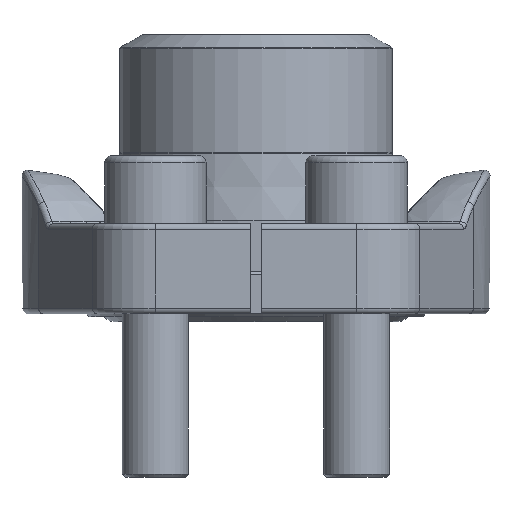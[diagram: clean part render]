
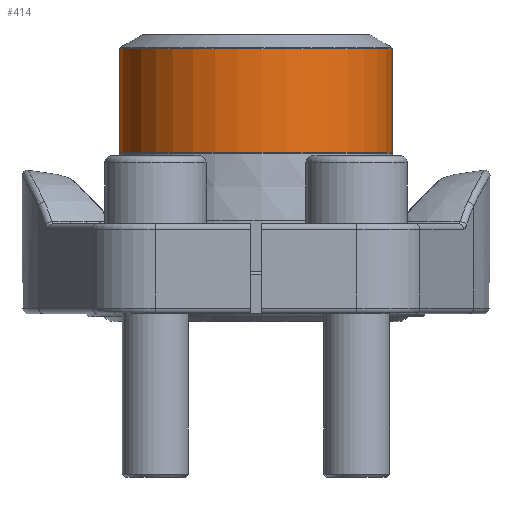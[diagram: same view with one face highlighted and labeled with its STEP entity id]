
A CAD part, left-side view. The second image highlights one B-rep face of the part: STEP entity #414.
In plain terms, the highlighted cylindrical face has radius 24.15 mm (diameter 48.3 mm), a full revolution.
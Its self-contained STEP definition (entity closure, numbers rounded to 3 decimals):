
#273=FACE_BOUND('',#620,.T.);
#274=FACE_BOUND('',#621,.T.);
#414=ADVANCED_FACE('',(#273,#274),#479,.T.);
#479=CYLINDRICAL_SURFACE('',#1701,24.15);
#620=EDGE_LOOP('',(#1039));
#621=EDGE_LOOP('',(#1040));
#764=CIRCLE('',#1699,24.15);
#765=CIRCLE('',#1700,24.15);
#1039=ORIENTED_EDGE('',*,*,#1414,.T.);
#1040=ORIENTED_EDGE('',*,*,#1415,.T.);
#1247=VERTEX_POINT('',#2830);
#1248=VERTEX_POINT('',#2832);
#1414=EDGE_CURVE('',#1247,#1247,#764,.T.);
#1415=EDGE_CURVE('',#1248,#1248,#765,.T.);
#1699=AXIS2_PLACEMENT_3D('',#2829,#2070,#2071);
#1700=AXIS2_PLACEMENT_3D('',#2831,#2072,#2073);
#1701=AXIS2_PLACEMENT_3D('',#2833,#2074,#2075);
#2070=DIRECTION('',(1.,0.,0.));
#2071=DIRECTION('',(0.,0.,1.));
#2072=DIRECTION('',(-1.,0.,0.));
#2073=DIRECTION('',(0.,0.,-1.));
#2074=DIRECTION('',(-1.,0.,0.));
#2075=DIRECTION('',(0.,0.,1.));
#2829=CARTESIAN_POINT('',(29.035,0.,0.));
#2830=CARTESIAN_POINT('',(29.035,0.,24.15));
#2831=CARTESIAN_POINT('',(47.517,0.,0.));
#2832=CARTESIAN_POINT('',(47.517,0.,-24.15));
#2833=CARTESIAN_POINT('',(0.,0.,0.));
